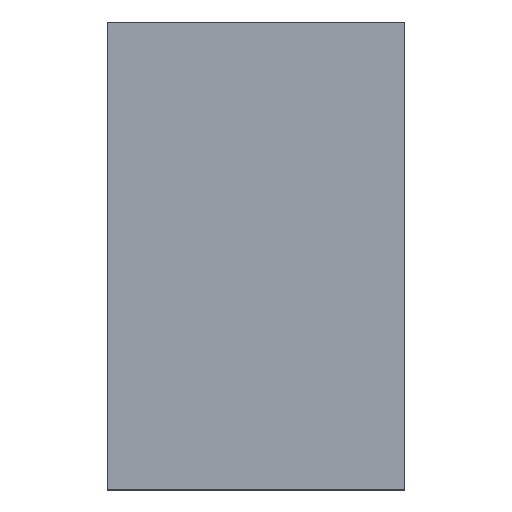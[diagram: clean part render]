
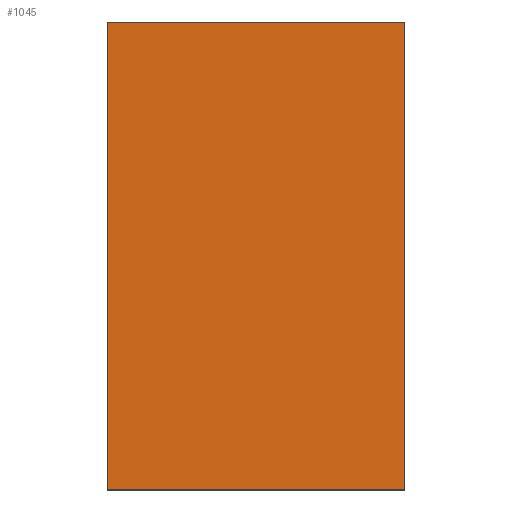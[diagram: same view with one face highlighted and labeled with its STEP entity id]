
A CAD part, top view. The second image highlights one B-rep face of the part: STEP entity #1045.
In plain terms, the highlighted planar face has unit normal (0, 0, 1).
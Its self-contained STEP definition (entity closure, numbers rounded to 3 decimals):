
#34 = LINE ( 'NONE', #1071, #793 ) ;
#38 = DIRECTION ( 'NONE',  ( 0., 1., 0. ) ) ;
#73 = ORIENTED_EDGE ( 'NONE', *, *, #821, .F. ) ;
#89 = ORIENTED_EDGE ( 'NONE', *, *, #844, .T. ) ;
#181 = EDGE_CURVE ( 'NONE', #290, #262, #783, .T. ) ;
#262 = VERTEX_POINT ( 'NONE', #533 ) ;
#290 = VERTEX_POINT ( 'NONE', #401 ) ;
#351 = VECTOR ( 'NONE', #691, 1000. ) ;
#367 = ORIENTED_EDGE ( 'NONE', *, *, #181, .T. ) ;
#380 = LINE ( 'NONE', #904, #874 ) ;
#391 = DIRECTION ( 'NONE',  ( 0., 1., 0. ) ) ;
#401 = CARTESIAN_POINT ( 'NONE',  ( 7.6, -2., 8.5 ) ) ;
#492 = AXIS2_PLACEMENT_3D ( 'NONE', #988, #741, #38 ) ;
#495 = VERTEX_POINT ( 'NONE', #669 ) ;
#528 = DIRECTION ( 'NONE',  ( 0., 1., 0. ) ) ;
#533 = CARTESIAN_POINT ( 'NONE',  ( 7.6, 21.92, 8.5 ) ) ;
#586 = LINE ( 'NONE', #724, #351 ) ;
#613 = PLANE ( 'NONE',  #492 ) ;
#669 = CARTESIAN_POINT ( 'NONE',  ( -7.6, 21.92, 8.5 ) ) ;
#687 = ORIENTED_EDGE ( 'NONE', *, *, #1034, .F. ) ;
#691 = DIRECTION ( 'NONE',  ( 1., 0., 0. ) ) ;
#724 = CARTESIAN_POINT ( 'NONE',  ( -10., -2., 8.5 ) ) ;
#735 = EDGE_LOOP ( 'NONE', ( #73, #687, #89, #367 ) ) ;
#741 = DIRECTION ( 'NONE',  ( 0., 0., -1. ) ) ;
#783 = LINE ( 'NONE', #1141, #813 ) ;
#793 = VECTOR ( 'NONE', #391, 1000. ) ;
#813 = VECTOR ( 'NONE', #528, 1000. ) ;
#821 = EDGE_CURVE ( 'NONE', #495, #262, #380, .T. ) ;
#844 = EDGE_CURVE ( 'NONE', #990, #290, #586, .T. ) ;
#874 = VECTOR ( 'NONE', #1134, 1000. ) ;
#904 = CARTESIAN_POINT ( 'NONE',  ( -10., 21.92, 8.5 ) ) ;
#919 = CARTESIAN_POINT ( 'NONE',  ( -7.6, -2., 8.5 ) ) ;
#988 = CARTESIAN_POINT ( 'NONE',  ( -10., 21.92, 8.5 ) ) ;
#990 = VERTEX_POINT ( 'NONE', #919 ) ;
#1034 = EDGE_CURVE ( 'NONE', #990, #495, #34, .T. ) ;
#1040 = FACE_OUTER_BOUND ( 'NONE', #735, .T. ) ;
#1045 = ADVANCED_FACE ( 'NONE', ( #1040 ), #613, .F. ) ;
#1071 = CARTESIAN_POINT ( 'NONE',  ( -7.6, -2., 8.5 ) ) ;
#1134 = DIRECTION ( 'NONE',  ( 1., 0., 0. ) ) ;
#1141 = CARTESIAN_POINT ( 'NONE',  ( 7.6, -2., 8.5 ) ) ;
